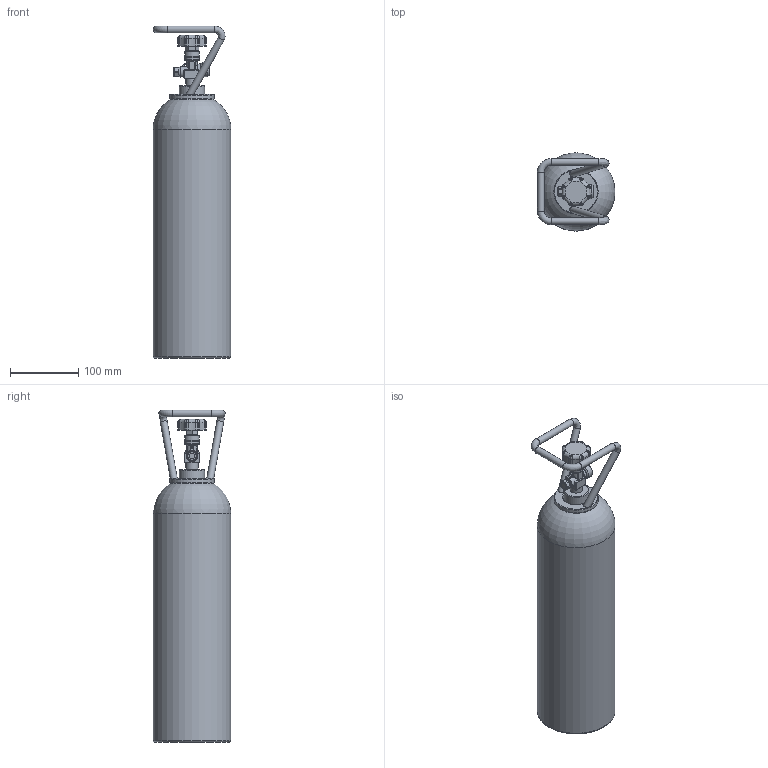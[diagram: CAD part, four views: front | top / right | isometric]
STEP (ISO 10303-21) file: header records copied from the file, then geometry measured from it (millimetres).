
FILE_DESCRIPTION(/* description */ ('Unknown'),/* implementation_level */ '2;1');
FILE_NAME(/* name */ '40423000',/* time_stamp */ '2022-09-07T05:51:22+02:00',/* author */ ('Unknown'),/* organization */ ('GROHE AG'),/* preprocessor_version */ 'ST-DEVELOPER v16.7',/* originating_system */ 'DEX',/* authorisation */ $);
FILE_SCHEMA (('AUTOMOTIVE_DESIGN {1 0 10303 214 3 1 1}'));
Length unit declared in the file: millimetre
Products named in the file (2): 40423000; id11
Assembly tree (1 placements, depth 2):
  40423000
    id11
Bounding box: 114.3 x 114.3 x 487.56 mm (x, y, z)
Surface area: 186039.1 mm2 (no closed solid volume)
Topology: 0 solids, 8 shells, 202 faces, 555 edges, 328 vertices
Faces by surface type: cylinder 94, plane 47, torus 34, sphere 16, cone 6, bspline 5
Full cylindrical faces by diameter (mm): 3 x1, 4 x1, 8.776 x1, 10 x5, 12.5 x1, 13 x1, 13.253 x1, 15 x2, 17 x1, 18 x1, 21 x2, 22 x1, 31.708 x1, 37 x1, 39 x1, 65.017 x1, 114.3 x1
Entity records: 7071 total; most frequent: CARTESIAN_POINT 2170, DIRECTION 1122, ORIENTED_EDGE 837, AXIS2_PLACEMENT_3D 485, EDGE_CURVE 481, VERTEX_POINT 312, CIRCLE 269, EDGE_LOOP 259
